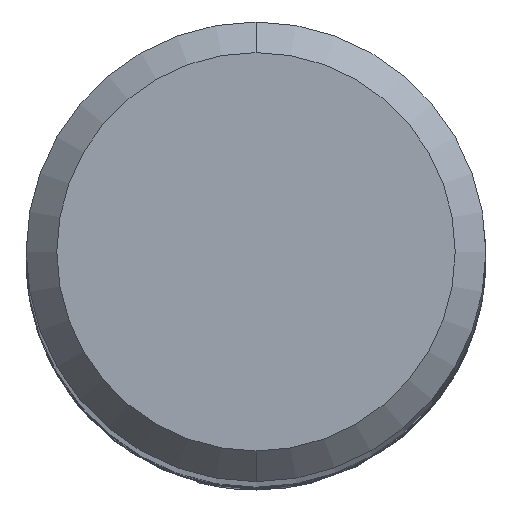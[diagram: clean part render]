
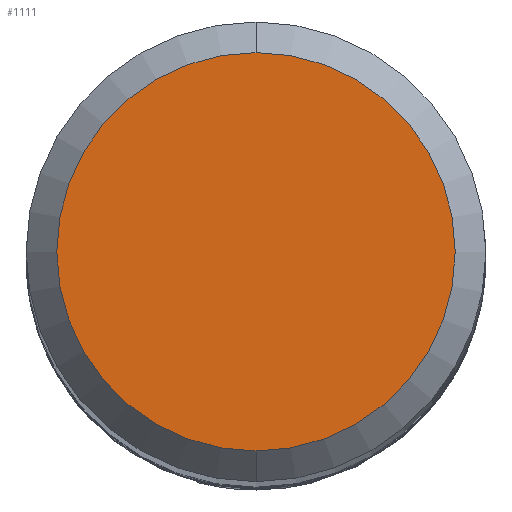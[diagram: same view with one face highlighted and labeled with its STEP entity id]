
A CAD part, top view. The second image highlights one B-rep face of the part: STEP entity #1111.
In plain terms, the highlighted planar face has unit normal (0, 0, 1).
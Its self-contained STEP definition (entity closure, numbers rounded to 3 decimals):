
#1085=EDGE_CURVE('',#2065,#2197,#2956,.T.);
#1111=ADVANCED_FACE('',(#2986),#2987,.T.);
#1295=EDGE_CURVE('',#2197,#2065,#3192,.T.);
#2065=VERTEX_POINT('',#4038);
#2197=VERTEX_POINT('',#4184);
#2956=CIRCLE('',#6373,2.6);
#2986=FACE_OUTER_BOUND('',#7224,.T.);
#2987=PLANE('',#7225);
#3192=CIRCLE('',#9503,2.6);
#4038=CARTESIAN_POINT('',(0.0,2.6,0.0));
#4184=CARTESIAN_POINT('',(0.,-2.6,0.0));
#6373=AXIS2_PLACEMENT_3D('',#24769,#24770,#24771);
#7224=EDGE_LOOP('',(#24806,#24807));
#7225=AXIS2_PLACEMENT_3D('',#24808,#24809,#24810);
#9503=AXIS2_PLACEMENT_3D('',#25074,#25075,#25076);
#24769=CARTESIAN_POINT('',(0.0,0.0,0.0));
#24770=DIRECTION('',(0.0,0.0,-1.0));
#24771=DIRECTION('',(0.0,1.0,0.0));
#24806=ORIENTED_EDGE('',*,*,#1085,.F.);
#24807=ORIENTED_EDGE('',*,*,#1295,.F.);
#24808=CARTESIAN_POINT('',(0.0,1.3,0.0));
#24809=DIRECTION('',(-0.0,0.0,1.0));
#24810=DIRECTION('',(0.0,-1.0,0.0));
#25074=CARTESIAN_POINT('',(0.0,0.0,0.0));
#25075=DIRECTION('',(0.0,0.0,-1.0));
#25076=DIRECTION('',(0.0,1.0,0.0));
